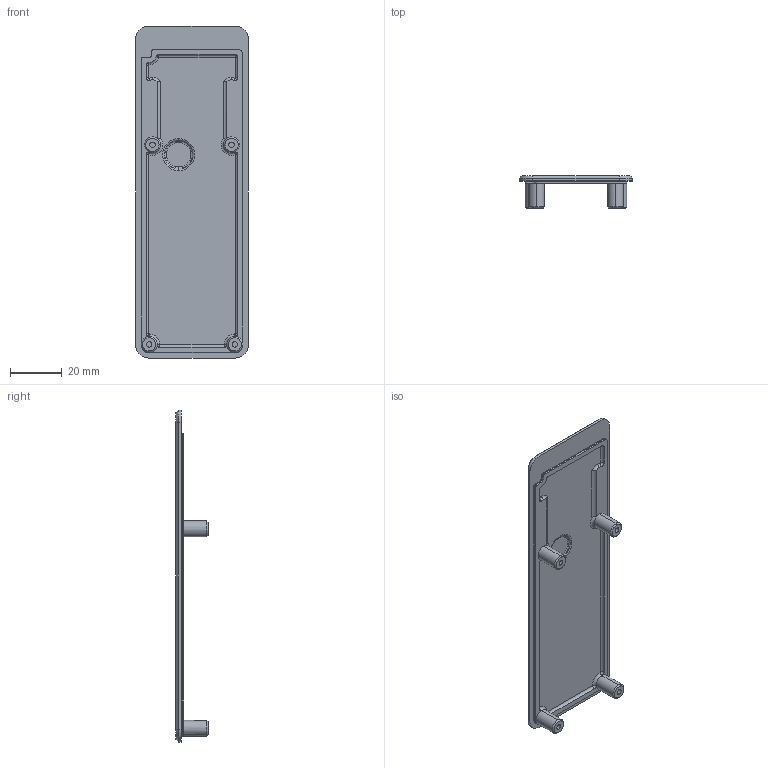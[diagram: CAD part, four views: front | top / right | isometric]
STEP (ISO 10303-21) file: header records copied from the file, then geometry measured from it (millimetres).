
FILE_DESCRIPTION (( 'STEP AP214' ), '1' );
FILE_NAME ('AxxSolder_Encolsure_Portable_Bottom_RockerSwitch.STEP', '2024-09-11T10:22:15', ( '' ), ( '' ), 'SwSTEP 2.0', 'SolidWorks 2020', '' );
FILE_SCHEMA (( 'AUTOMOTIVE_DESIGN' ));
Length unit declared in the file: millimetre
Products named in the file (1): AxxSolder_Encolsure_Portable_Bottom_RockerSwitch
Bounding box: 43.5 x 12.45 x 128 mm (x, y, z)
Volume: 12751.9 mm3; surface area: 13002.1 mm2
Topology: 1 solids, 1 shells, 115 faces, 281 edges, 165 vertices
Faces by surface type: plane 33, cylinder 32, cone 20, torus 15, sphere 13, bspline 2
Entity records: 3454 total; most frequent: CARTESIAN_POINT 696, DIRECTION 634, ORIENTED_EDGE 538, EDGE_CURVE 269, AXIS2_PLACEMENT_3D 261, VERTEX_POINT 163, CIRCLE 147, EDGE_LOOP 122
